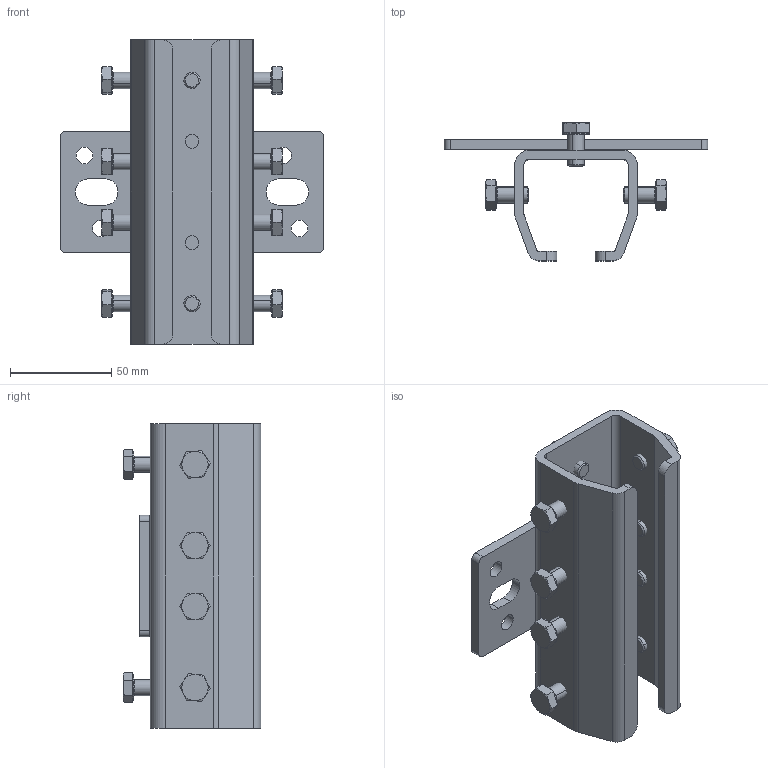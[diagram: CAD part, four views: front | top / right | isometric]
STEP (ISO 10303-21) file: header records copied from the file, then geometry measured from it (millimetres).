
FILE_DESCRIPTION (( 'STEP AP203' ), '1' );
FILE_NAME ('24.B30.STEP', '2018-03-19T09:34:36', ( '' ), ( '' ), 'SwSTEP 2.0', 'SolidWorks 2017', '' );
FILE_SCHEMA (( 'CONFIG_CONTROL_DESIGN' ));
Length unit declared in the file: millimetre
Products named in the file (4): screw M8x16_ISO 4017 - M8 x 16-N; 2.24.B02.07P; 24.B30; 2.24.B49.04P phase 3
Assembly tree (12 placements, depth 2):
  24.B30
    2.24.B49.04P phase 3
    screw M8x16_ISO 4017 - M8 x 16-N  x10
    2.24.B02.07P
Bounding box: 130 x 67.93 x 150 mm (x, y, z)
Volume: 167966.5 mm3; surface area: 81826.4 mm2
Topology: 12 solids, 12 shells, 367 faces, 819 edges, 486 vertices
Faces by surface type: plane 178, cylinder 89, cone 80, torus 20
Entity records: 4103 total; most frequent: CARTESIAN_POINT 648, DIRECTION 631, ORIENTED_EDGE 558, EDGE_CURVE 279, AXIS2_PLACEMENT_3D 243, VERTEX_POINT 180, LINE 145, VECTOR 145
